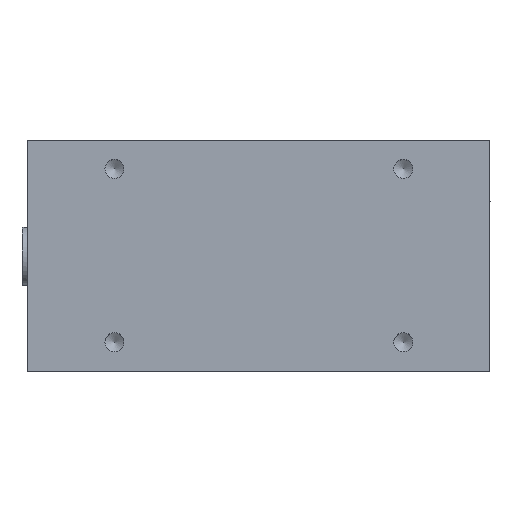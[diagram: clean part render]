
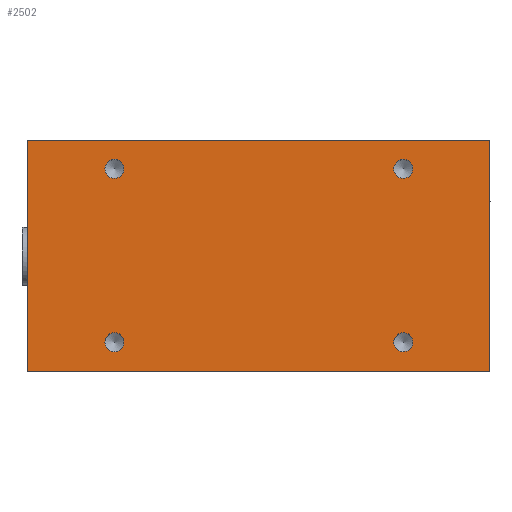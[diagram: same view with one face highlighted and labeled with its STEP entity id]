
A CAD part, top view. The second image highlights one B-rep face of the part: STEP entity #2502.
In plain terms, the highlighted planar face has unit normal (0, 0, 1).
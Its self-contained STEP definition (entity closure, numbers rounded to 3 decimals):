
#923=FACE_BOUND('',#5632,.T.);
#924=FACE_BOUND('',#5633,.T.);
#925=FACE_BOUND('',#5634,.T.);
#926=FACE_BOUND('',#5635,.T.);
#927=FACE_BOUND('',#5636,.T.);
#1398=CIRCLE('',#21681,1.65);
#1399=CIRCLE('',#21682,1.65);
#1400=CIRCLE('',#21683,1.65);
#1401=CIRCLE('',#21684,1.65);
#2502=ADVANCED_FACE('',(#923,#924,#925,#926,#927),#3361,.F.);
#3361=PLANE('',#21685);
#5632=EDGE_LOOP('',(#11118,#11119,#11120,#11121));
#5633=EDGE_LOOP('',(#11122));
#5634=EDGE_LOOP('',(#11123));
#5635=EDGE_LOOP('',(#11124));
#5636=EDGE_LOOP('',(#11125));
#11118=ORIENTED_EDGE('',*,*,#15821,.F.);
#11119=ORIENTED_EDGE('',*,*,#15818,.T.);
#11120=ORIENTED_EDGE('',*,*,#15833,.T.);
#11121=ORIENTED_EDGE('',*,*,#15823,.F.);
#11122=ORIENTED_EDGE('',*,*,#15834,.F.);
#11123=ORIENTED_EDGE('',*,*,#15835,.T.);
#11124=ORIENTED_EDGE('',*,*,#15836,.T.);
#11125=ORIENTED_EDGE('',*,*,#15837,.F.);
#13062=VERTEX_POINT('',#38602);
#13063=VERTEX_POINT('',#38604);
#13065=VERTEX_POINT('',#38610);
#13066=VERTEX_POINT('',#38614);
#13074=VERTEX_POINT('',#38636);
#13075=VERTEX_POINT('',#38638);
#13076=VERTEX_POINT('',#38640);
#13077=VERTEX_POINT('',#38642);
#15818=EDGE_CURVE('',#13063,#13062,#18042,.T.);
#15821=EDGE_CURVE('',#13063,#13065,#18045,.T.);
#15823=EDGE_CURVE('',#13065,#13066,#18047,.T.);
#15833=EDGE_CURVE('',#13062,#13066,#18051,.T.);
#15834=EDGE_CURVE('',#13074,#13074,#1398,.T.);
#15835=EDGE_CURVE('',#13075,#13075,#1399,.T.);
#15836=EDGE_CURVE('',#13076,#13076,#1400,.T.);
#15837=EDGE_CURVE('',#13077,#13077,#1401,.T.);
#18042=LINE('',#38603,#20222);
#18045=LINE('',#38609,#20225);
#18047=LINE('',#38613,#20227);
#18051=LINE('',#38633,#20231);
#20222=VECTOR('',#26777,1.);
#20225=VECTOR('',#26782,1.);
#20227=VECTOR('',#26786,1.);
#20231=VECTOR('',#26806,1.);
#21681=AXIS2_PLACEMENT_3D('',#38635,#26809,#26810);
#21682=AXIS2_PLACEMENT_3D('',#38637,#26811,#26812);
#21683=AXIS2_PLACEMENT_3D('',#38639,#26813,#26814);
#21684=AXIS2_PLACEMENT_3D('',#38641,#26815,#26816);
#21685=AXIS2_PLACEMENT_3D('',#38643,#26817,#26818);
#26777=DIRECTION('',(0.,-1.,0.));
#26782=DIRECTION('',(1.,0.,0.));
#26786=DIRECTION('',(0.,-1.,0.));
#26806=DIRECTION('',(1.,0.,0.));
#26809=DIRECTION('',(0.,0.,1.));
#26810=DIRECTION('',(1.,0.,0.));
#26811=DIRECTION('',(0.,0.,-1.));
#26812=DIRECTION('',(1.,0.,0.));
#26813=DIRECTION('',(0.,0.,-1.));
#26814=DIRECTION('',(-1.,0.,0.));
#26815=DIRECTION('',(0.,0.,1.));
#26816=DIRECTION('',(-1.,0.,0.));
#26817=DIRECTION('',(0.,0.,-1.));
#26818=DIRECTION('',(0.,1.,0.));
#38602=CARTESIAN_POINT('',(0.391,0.,0.));
#38603=CARTESIAN_POINT('',(0.391,40.,0.));
#38604=CARTESIAN_POINT('',(0.391,40.,0.));
#38609=CARTESIAN_POINT('',(0.391,40.,0.));
#38610=CARTESIAN_POINT('',(80.391,40.,0.));
#38613=CARTESIAN_POINT('',(80.391,40.,0.));
#38614=CARTESIAN_POINT('',(80.391,0.,0.));
#38633=CARTESIAN_POINT('',(0.391,0.,0.));
#38635=CARTESIAN_POINT('',(15.391,5.,0.));
#38636=CARTESIAN_POINT('',(17.041,5.,0.));
#38637=CARTESIAN_POINT('',(15.391,35.,0.));
#38638=CARTESIAN_POINT('',(17.041,35.,0.));
#38639=CARTESIAN_POINT('',(65.391,5.,0.));
#38640=CARTESIAN_POINT('',(63.741,5.,0.));
#38641=CARTESIAN_POINT('',(65.391,35.,0.));
#38642=CARTESIAN_POINT('',(63.741,35.,0.));
#38643=CARTESIAN_POINT('',(0.391,40.,0.));
